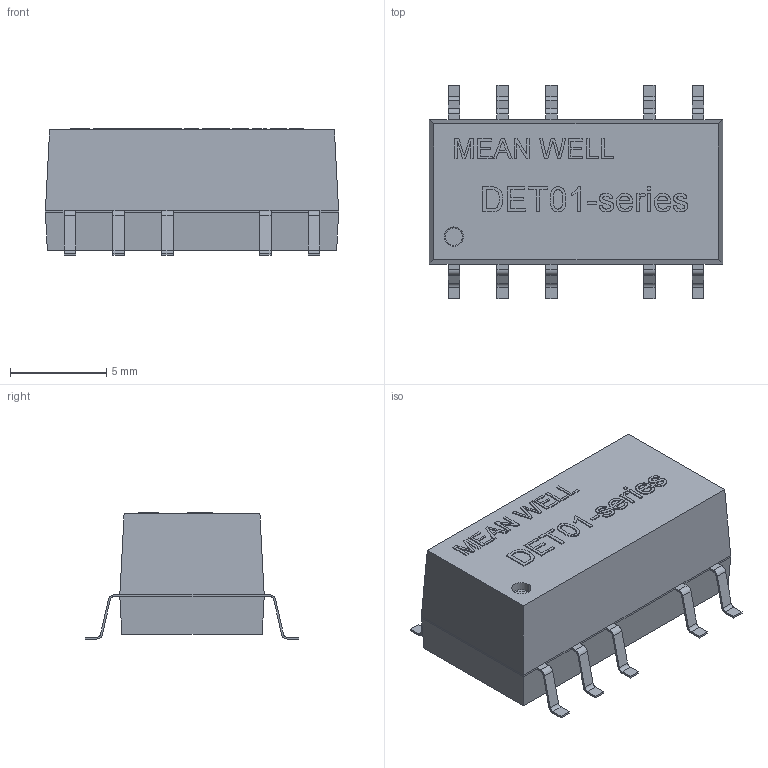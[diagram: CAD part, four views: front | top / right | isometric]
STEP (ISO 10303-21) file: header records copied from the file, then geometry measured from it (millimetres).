
FILE_DESCRIPTION (( 'STEP AP214' ), '1' );
FILE_NAME ('DET01.STEP', '2019-04-30T10:14:47', ( '' ), ( '' ), 'SwSTEP 2.0', 'SolidWorks 2018', '' );
FILE_SCHEMA (( 'AUTOMOTIVE_DESIGN' ));
Length unit declared in the file: millimetre
Products named in the file (1): DET01
Bounding box: 15.24 x 11.1 x 6.55 mm (x, y, z)
Volume: 691.2 mm3; surface area: 549 mm2
Topology: 1 solids, 1 shells, 414 faces, 1105 edges, 720 vertices
Faces by surface type: plane 283, bspline 87, cylinder 42, torus 2
Entity records: 20720 total; most frequent: CARTESIAN_POINT 6663, ORIENTED_EDGE 2210, DIRECTION 1675, EDGE_CURVE 1105, VECTOR 843, LINE 843, VERTEX_POINT 720, EDGE_LOOP 441
